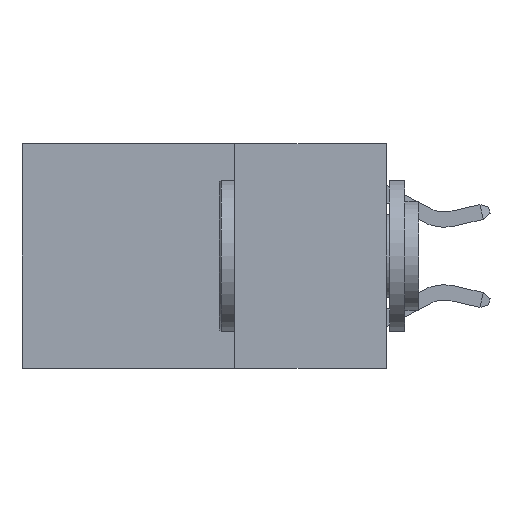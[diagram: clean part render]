
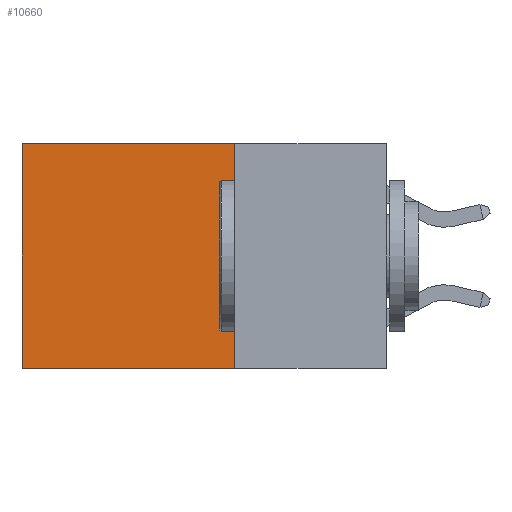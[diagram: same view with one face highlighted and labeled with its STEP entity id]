
A CAD part, left-side view. The second image highlights one B-rep face of the part: STEP entity #10660.
In plain terms, the highlighted planar face has unit normal (-1, 0, 0).
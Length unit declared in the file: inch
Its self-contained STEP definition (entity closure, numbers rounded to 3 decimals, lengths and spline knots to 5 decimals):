
#237 = CARTESIAN_POINT ( 'NONE',  ( 0.2625, 0.6, 0. ) ) ;
#578 = EDGE_LOOP ( 'NONE', ( #4493, #1180, #9659, #6567 ) ) ;
#1180 = ORIENTED_EDGE ( 'NONE', *, *, #9089, .F. ) ;
#1276 = PLANE ( 'NONE',  #10785 ) ;
#1573 = CARTESIAN_POINT ( 'NONE',  ( 0.2625, 0.25, 0. ) ) ;
#1579 = VERTEX_POINT ( 'NONE', #12339 ) ;
#1602 = DIRECTION ( 'NONE',  ( 1., 0., 0. ) ) ;
#1764 = DIRECTION ( 'NONE',  ( 0., 0., -1. ) ) ;
#2592 = EDGE_CURVE ( 'NONE', #5840, #8660, #10554, .T. ) ;
#2826 = LINE ( 'NONE', #10691, #7783 ) ;
#3296 = CARTESIAN_POINT ( 'NONE',  ( 0.2625, 0.25, 0. ) ) ;
#3728 = EDGE_CURVE ( 'NONE', #1579, #8778, #9736, .T. ) ;
#4245 = VECTOR ( 'NONE', #1764, 39.37008 ) ;
#4493 = ORIENTED_EDGE ( 'NONE', *, *, #2592, .T. ) ;
#5567 = DIRECTION ( 'NONE',  ( 0., 1., 0. ) ) ;
#5573 = CARTESIAN_POINT ( 'NONE',  ( 0.2625, 0.6, 0. ) ) ;
#5840 = VERTEX_POINT ( 'NONE', #237 ) ;
#5918 = DIRECTION ( 'NONE',  ( 0., 1., 0. ) ) ;
#6567 = ORIENTED_EDGE ( 'NONE', *, *, #8082, .T. ) ;
#7653 = LINE ( 'NONE', #11684, #10957 ) ;
#7783 = VECTOR ( 'NONE', #5918, 39.37008 ) ;
#8082 = EDGE_CURVE ( 'NONE', #1579, #5840, #7653, .T. ) ;
#8375 = FACE_OUTER_BOUND ( 'NONE', #578, .T. ) ;
#8660 = VERTEX_POINT ( 'NONE', #8995 ) ;
#8778 = VERTEX_POINT ( 'NONE', #12309 ) ;
#8995 = CARTESIAN_POINT ( 'NONE',  ( 0.2625, 0.6, -0.37 ) ) ;
#9089 = EDGE_CURVE ( 'NONE', #8778, #8660, #2826, .T. ) ;
#9659 = ORIENTED_EDGE ( 'NONE', *, *, #3728, .F. ) ;
#9736 = LINE ( 'NONE', #1573, #4245 ) ;
#9825 = DIRECTION ( 'NONE',  ( 0., 0., -1. ) ) ;
#10554 = LINE ( 'NONE', #5573, #11023 ) ;
#10660 = ADVANCED_FACE ( 'NONE', ( #8375 ), #1276, .F. ) ;
#10691 = CARTESIAN_POINT ( 'NONE',  ( 0.2625, 0.25, -0.37 ) ) ;
#10785 = AXIS2_PLACEMENT_3D ( 'NONE', #3296, #1602, #9825 ) ;
#10957 = VECTOR ( 'NONE', #5567, 39.37008 ) ;
#11023 = VECTOR ( 'NONE', #11616, 39.37008 ) ;
#11616 = DIRECTION ( 'NONE',  ( 0., 0., -1. ) ) ;
#11684 = CARTESIAN_POINT ( 'NONE',  ( 0.2625, 0.25, 0. ) ) ;
#12309 = CARTESIAN_POINT ( 'NONE',  ( 0.2625, 0.25, -0.37 ) ) ;
#12339 = CARTESIAN_POINT ( 'NONE',  ( 0.2625, 0.25, 0. ) ) ;
